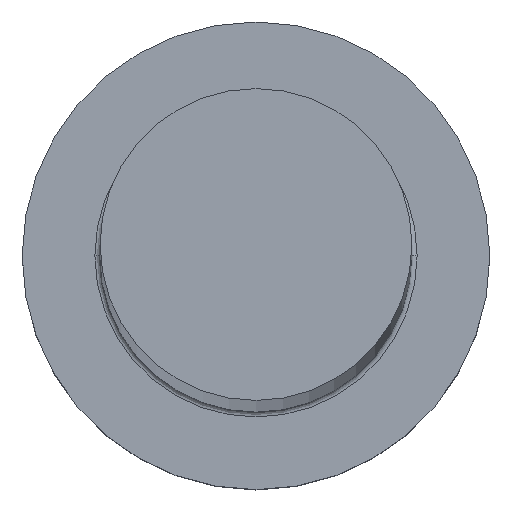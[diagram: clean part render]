
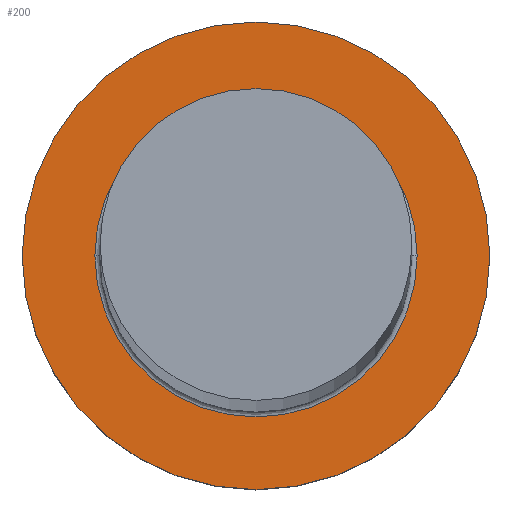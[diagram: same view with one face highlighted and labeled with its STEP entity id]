
A CAD part, top view. The second image highlights one B-rep face of the part: STEP entity #200.
In plain terms, the highlighted planar face has unit normal (0, 0, 1).
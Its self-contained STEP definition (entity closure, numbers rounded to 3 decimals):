
#7 = VERTEX_POINT ( 'NONE', #166 ) ;
#8 = VERTEX_POINT ( 'NONE', #51 ) ;
#15 = DIRECTION ( 'NONE',  ( 0., 0., 1. ) ) ;
#16 = CARTESIAN_POINT ( 'NONE',  ( 9., 0., 7. ) ) ;
#18 = CIRCLE ( 'NONE', #41, 9. ) ;
#20 = ORIENTED_EDGE ( 'NONE', *, *, #271, .T. ) ;
#28 = EDGE_CURVE ( 'NONE', #7, #225, #129, .T. ) ;
#34 = DIRECTION ( 'NONE',  ( 0., 0., 1. ) ) ;
#36 = CARTESIAN_POINT ( 'NONE',  ( 0., 0., 7. ) ) ;
#38 = DIRECTION ( 'NONE',  ( 1., 0., 0. ) ) ;
#41 = AXIS2_PLACEMENT_3D ( 'NONE', #173, #15, #106 ) ;
#51 = CARTESIAN_POINT ( 'NONE',  ( -6.2, 0., 7. ) ) ;
#59 = VERTEX_POINT ( 'NONE', #299 ) ;
#81 = CARTESIAN_POINT ( 'NONE',  ( 0., 0., 7. ) ) ;
#82 = DIRECTION ( 'NONE',  ( 1., 0., 0. ) ) ;
#85 = AXIS2_PLACEMENT_3D ( 'NONE', #81, #136, #82 ) ;
#89 = EDGE_LOOP ( 'NONE', ( #223, #127 ) ) ;
#93 = CIRCLE ( 'NONE', #199, 6.2 ) ;
#106 = DIRECTION ( 'NONE',  ( 1., 0., 0. ) ) ;
#108 = PLANE ( 'NONE',  #111 ) ;
#111 = AXIS2_PLACEMENT_3D ( 'NONE', #36, #232, #38 ) ;
#127 = ORIENTED_EDGE ( 'NONE', *, *, #147, .T. ) ;
#129 = CIRCLE ( 'NONE', #152, 9. ) ;
#130 = DIRECTION ( 'NONE',  ( 1., 0., 0. ) ) ;
#135 = EDGE_CURVE ( 'NONE', #8, #59, #224, .T. ) ;
#136 = DIRECTION ( 'NONE',  ( 0., 0., -1. ) ) ;
#147 = EDGE_CURVE ( 'NONE', #225, #7, #18, .T. ) ;
#152 = AXIS2_PLACEMENT_3D ( 'NONE', #170, #34, #130 ) ;
#158 = FACE_BOUND ( 'NONE', #245, .T. ) ;
#160 = DIRECTION ( 'NONE',  ( 1., 0., 0. ) ) ;
#166 = CARTESIAN_POINT ( 'NONE',  ( -9., 0., 7. ) ) ;
#170 = CARTESIAN_POINT ( 'NONE',  ( 0., 0., 7. ) ) ;
#173 = CARTESIAN_POINT ( 'NONE',  ( 0., 0., 7. ) ) ;
#199 = AXIS2_PLACEMENT_3D ( 'NONE', #282, #206, #160 ) ;
#200 = ADVANCED_FACE ( 'NONE', ( #158, #252 ), #108, .T. ) ;
#206 = DIRECTION ( 'NONE',  ( 0., 0., -1. ) ) ;
#215 = ORIENTED_EDGE ( 'NONE', *, *, #135, .T. ) ;
#223 = ORIENTED_EDGE ( 'NONE', *, *, #28, .T. ) ;
#224 = CIRCLE ( 'NONE', #85, 6.2 ) ;
#225 = VERTEX_POINT ( 'NONE', #16 ) ;
#232 = DIRECTION ( 'NONE',  ( 0., 0., 1. ) ) ;
#245 = EDGE_LOOP ( 'NONE', ( #20, #215 ) ) ;
#252 = FACE_OUTER_BOUND ( 'NONE', #89, .T. ) ;
#271 = EDGE_CURVE ( 'NONE', #59, #8, #93, .T. ) ;
#282 = CARTESIAN_POINT ( 'NONE',  ( 0., 0., 7. ) ) ;
#299 = CARTESIAN_POINT ( 'NONE',  ( 6.2, 0., 7. ) ) ;
